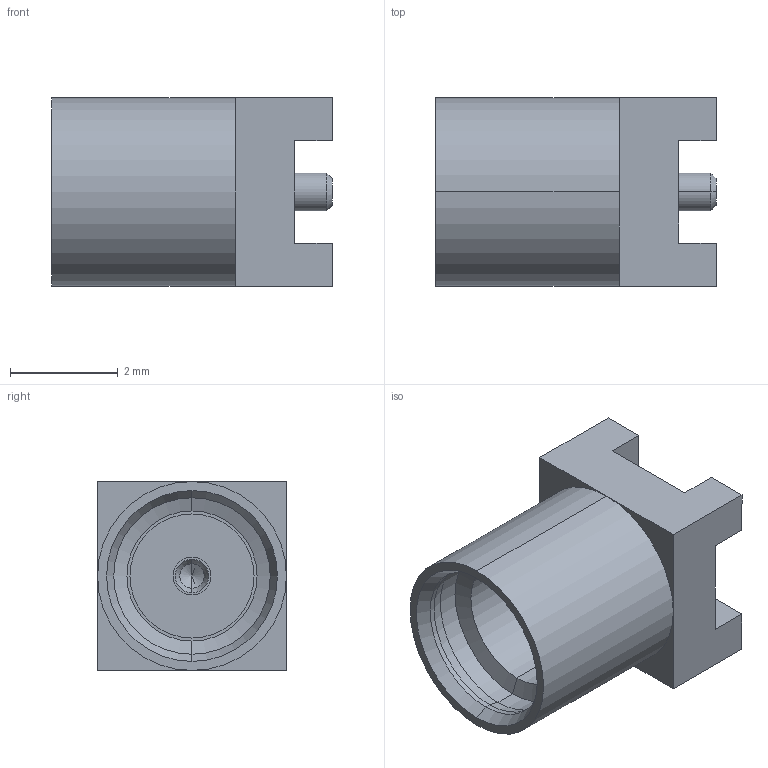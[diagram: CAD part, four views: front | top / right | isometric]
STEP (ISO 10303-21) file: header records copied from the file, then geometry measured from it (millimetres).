
FILE_DESCRIPTION (( 'STEP AP203' ), '1' );
FILE_NAME ('PCB.MMCXFSTJ.C.STEP', '2021-12-04T14:17:27', ( 'admin' ), ( '' ), 'SwSTEP 2.0', 'SolidWorks 2015', '' );
FILE_SCHEMA (( 'CONFIG_CONTROL_DESIGN' ));
Length unit declared in the file: millimetre
Products named in the file (1): PCB.MMCXFSTJ.C
Bounding box: 5.2 x 3.5 x 3.5 mm (x, y, z)
Volume: 33.4 mm3; surface area: 113.8 mm2
Topology: 1 solids, 1 shells, 54 faces, 122 edges, 73 vertices
Faces by surface type: plane 26, cylinder 16, cone 12
Entity records: 1553 total; most frequent: DIRECTION 270, CARTESIAN_POINT 248, ORIENTED_EDGE 240, EDGE_CURVE 120, AXIS2_PLACEMENT_3D 95, VECTOR 80, LINE 80, VERTEX_POINT 73
